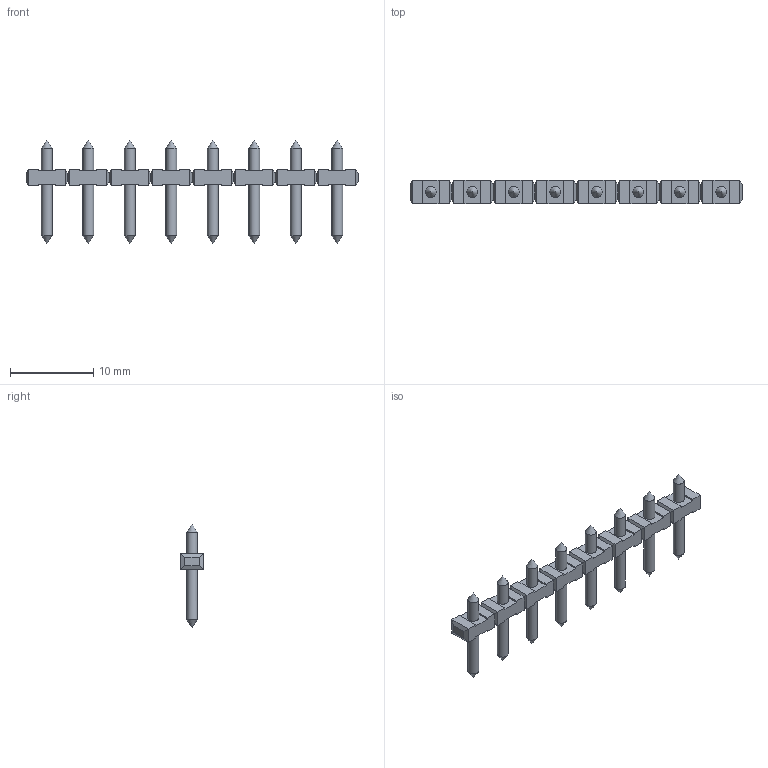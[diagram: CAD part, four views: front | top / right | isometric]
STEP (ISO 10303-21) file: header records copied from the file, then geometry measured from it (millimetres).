
FILE_DESCRIPTION(('STEP AP214'),'1');
FILE_NAME('PVS08-5.stp','2018-11-21T09:06:50',(' '),(' '),'Spatial InterOp 3D',' ',' ');
FILE_SCHEMA(('AUTOMOTIVE_DESIGN { 1 0 10303 214 1 1 1 1 }'));
Length unit declared in the file: metre
Products named in the file (1): 1
Bounding box: 40 x 2.8 x 12.5 mm (x, y, z)
Volume: 299.4 mm3; surface area: 730.8 mm2
Topology: 1 solids, 1 shells, 194 faces, 492 edges, 300 vertices
Faces by surface type: plane 162, cone 16, cylinder 16
Full cylindrical faces by diameter (mm): 1.3 x16
Entity records: 6749 total; most frequent: CARTESIAN_POINT 891, DIRECTION 842, ORIENTED_EDGE 840, EDGE_CURVE 420, LINE 388, VECTOR 388, VERTEX_POINT 276, AXIS2_PLACEMENT_3D 227
